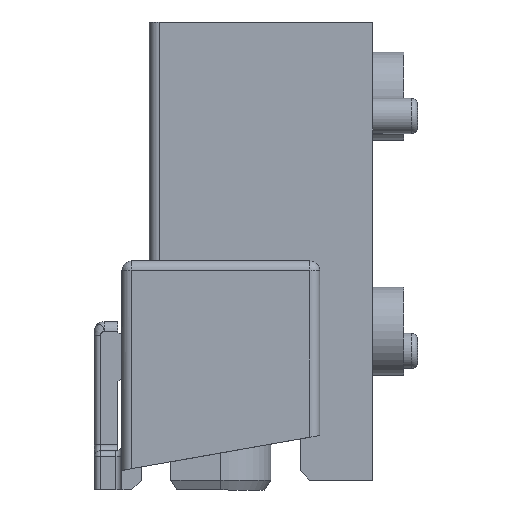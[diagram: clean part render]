
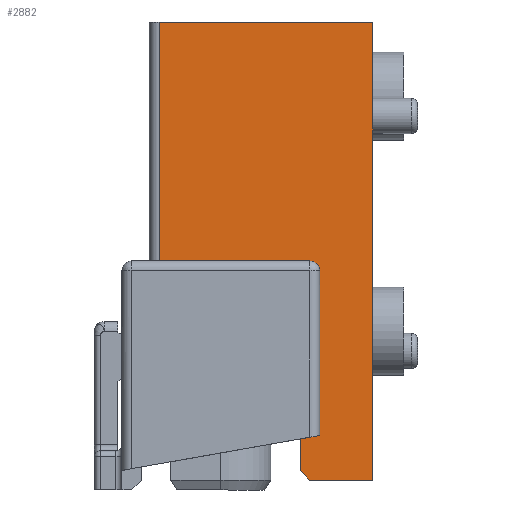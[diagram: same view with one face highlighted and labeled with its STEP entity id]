
A CAD part, left-side view. The second image highlights one B-rep face of the part: STEP entity #2882.
In plain terms, the highlighted planar face has unit normal (-1, 0, 0).
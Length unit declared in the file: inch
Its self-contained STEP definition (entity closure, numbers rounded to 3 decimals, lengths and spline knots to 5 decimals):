
#128=PLANE('',#3198);
#348=FACE_OUTER_BOUND('',#517,.T.);
#517=EDGE_LOOP('',(#2710,#2711,#2712,#2713,#2714,#2715,#2716,#2717,#2718,
#2719,#2720,#2721));
#669=LINE('',#5011,#934);
#755=LINE('',#5208,#1020);
#770=LINE('',#5240,#1035);
#771=LINE('',#5244,#1036);
#772=LINE('',#5248,#1037);
#774=LINE('',#5251,#1039);
#775=LINE('',#5254,#1040);
#777=LINE('',#5257,#1042);
#778=LINE('',#5260,#1043);
#780=LINE('',#5263,#1045);
#782=LINE('',#5267,#1047);
#934=VECTOR('',#3798,0.02029);
#1020=VECTOR('',#3984,0.02784);
#1035=VECTOR('',#4019,0.30315);
#1036=VECTOR('',#4024,0.48031);
#1037=VECTOR('',#4029,0.42913);
#1039=VECTOR('',#4033,0.18898);
#1040=VECTOR('',#4036,0.73228);
#1042=VECTOR('',#4040,0.12598);
#1043=VECTOR('',#4043,0.08286);
#1045=VECTOR('',#4047,0.02531);
#1047=VECTOR('',#4051,0.33146);
#1186=CIRCLE('',#3197,0.01969);
#1206=VERTEX_POINT('',#4116);
#1387=VERTEX_POINT('',#5008);
#1388=VERTEX_POINT('',#5010);
#1447=VERTEX_POINT('',#5204);
#1449=VERTEX_POINT('',#5207);
#1455=VERTEX_POINT('',#5237);
#1456=VERTEX_POINT('',#5239);
#1457=VERTEX_POINT('',#5243);
#1458=VERTEX_POINT('',#5247);
#1459=VERTEX_POINT('',#5253);
#1460=VERTEX_POINT('',#5259);
#1461=VERTEX_POINT('',#5265);
#1750=EDGE_CURVE('',#1388,#1387,#669,.T.);
#1849=EDGE_CURVE('',#1447,#1449,#755,.T.);
#1866=EDGE_CURVE('',#1455,#1456,#770,.T.);
#1868=EDGE_CURVE('',#1456,#1457,#771,.T.);
#1870=EDGE_CURVE('',#1457,#1458,#772,.T.);
#1872=EDGE_CURVE('',#1458,#1206,#774,.T.);
#1873=EDGE_CURVE('',#1206,#1459,#775,.T.);
#1875=EDGE_CURVE('',#1459,#1447,#777,.T.);
#1876=EDGE_CURVE('',#1449,#1460,#778,.T.);
#1878=EDGE_CURVE('',#1460,#1387,#780,.T.);
#1880=EDGE_CURVE('',#1388,#1461,#782,.T.);
#1881=EDGE_CURVE('',#1461,#1455,#1186,.T.);
#2710=ORIENTED_EDGE('',*,*,#1880,.F.);
#2711=ORIENTED_EDGE('',*,*,#1750,.T.);
#2712=ORIENTED_EDGE('',*,*,#1878,.F.);
#2713=ORIENTED_EDGE('',*,*,#1876,.F.);
#2714=ORIENTED_EDGE('',*,*,#1849,.F.);
#2715=ORIENTED_EDGE('',*,*,#1875,.F.);
#2716=ORIENTED_EDGE('',*,*,#1873,.F.);
#2717=ORIENTED_EDGE('',*,*,#1872,.F.);
#2718=ORIENTED_EDGE('',*,*,#1870,.F.);
#2719=ORIENTED_EDGE('',*,*,#1868,.F.);
#2720=ORIENTED_EDGE('',*,*,#1866,.F.);
#2721=ORIENTED_EDGE('',*,*,#1881,.F.);
#2882=ADVANCED_FACE('',(#348),#128,.F.);
#3197=AXIS2_PLACEMENT_3D('',#5269,#4054,#4055);
#3198=AXIS2_PLACEMENT_3D('',#5270,#4056,#4057);
#3798=DIRECTION('',(0.,0.985,-0.174));
#3984=DIRECTION('',(0.,0.707,0.707));
#4019=DIRECTION('',(0.,1.,0.));
#4024=DIRECTION('',(0.,0.,1.));
#4029=DIRECTION('',(0.,-1.,0.));
#4033=DIRECTION('',(0.,0.,-1.));
#4036=DIRECTION('',(0.,0.,-1.));
#4040=DIRECTION('',(0.,1.,0.));
#4043=DIRECTION('',(0.,0.,1.));
#4047=DIRECTION('',(0.,-0.766,-0.643));
#4051=DIRECTION('',(0.,0.,1.));
#4054=DIRECTION('center_axis',(-1.,0.,0.));
#4055=DIRECTION('ref_axis',(0.,0.,-1.));
#4056=DIRECTION('center_axis',(1.,0.,0.));
#4057=DIRECTION('ref_axis',(0.,0.,-1.));
#4116=CARTESIAN_POINT('',(-0.82323,0.,-1.09449));
#5008=CARTESIAN_POINT('',(-0.82323,0.12628,-1.7405));
#5010=CARTESIAN_POINT('',(-0.82323,0.1063,-1.73697));
#5011=CARTESIAN_POINT('',(-0.82323,0.1063,-1.73697));
#5204=CARTESIAN_POINT('',(-0.82323,0.12598,-1.82677));
#5207=CARTESIAN_POINT('',(-0.82323,0.14567,-1.80709));
#5208=CARTESIAN_POINT('',(-0.82323,0.12598,-1.82677));
#5237=CARTESIAN_POINT('',(-0.82323,0.12598,-1.38583));
#5239=CARTESIAN_POINT('',(-0.82323,0.42913,-1.38583));
#5240=CARTESIAN_POINT('',(-0.82323,0.12598,-1.38583));
#5243=CARTESIAN_POINT('',(-0.82323,0.42913,-0.90551));
#5244=CARTESIAN_POINT('',(-0.82323,0.42913,-1.38583));
#5247=CARTESIAN_POINT('',(-0.82323,0.,-0.90551));
#5248=CARTESIAN_POINT('',(-0.82323,0.42913,-0.90551));
#5251=CARTESIAN_POINT('',(-0.82323,0.,-0.90551));
#5253=CARTESIAN_POINT('',(-0.82323,0.,-1.82677));
#5254=CARTESIAN_POINT('',(-0.82323,0.,-1.09449));
#5257=CARTESIAN_POINT('',(-0.82323,0.,-1.82677));
#5259=CARTESIAN_POINT('',(-0.82323,0.14567,-1.72423));
#5260=CARTESIAN_POINT('',(-0.82323,0.14567,-1.80709));
#5263=CARTESIAN_POINT('',(-0.82323,0.14567,-1.72423));
#5265=CARTESIAN_POINT('',(-0.82323,0.1063,-1.40551));
#5267=CARTESIAN_POINT('',(-0.82323,0.1063,-1.73697));
#5269=CARTESIAN_POINT('Origin',(-0.82323,0.12598,-1.40551));
#5270=CARTESIAN_POINT('Origin',(-0.82323,0.30512,-1.12598));
